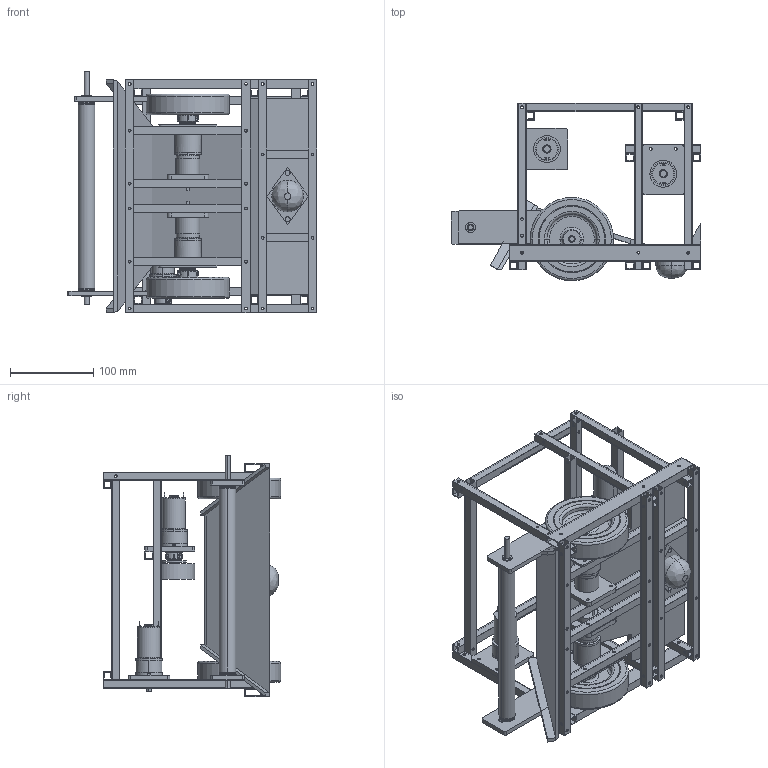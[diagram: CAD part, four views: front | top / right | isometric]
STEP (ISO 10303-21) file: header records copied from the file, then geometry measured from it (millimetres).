
FILE_DESCRIPTION((''),'2;1');
FILE_NAME('000ASM-ALL_ASM','2023-05-15T12:56:36',('kohos'),(''),'CREO PARAMETRIC BY PTC INC, 2017260','CREO PARAMETRIC BY PTC INC, 2017260','');
FILE_SCHEMA(('CONFIG_CONTROL_DESIGN'));
Length unit declared in the file: millimetre
Products named in the file (49): PRT-RECOVERY-FRAME-X; PRT-RECOVERY-FRAME-Y; ASM02-RECOVERY-BASE-FRAME_ASM; PRT-RECOVERY-MDF-X; BA0619; PRT-RECOVERY-AXIS-X; PRT-RECOVERY-AXIS-Y; GFM-0608-04; ASM01-AXIS_ASM; PRT-RECOVERY-MDF-Y; IG32_4; RS-380PH; SCSM6-8; 00ASM-RECOVERY-ALL_ASM; PRT1-BASE-FRAME-Z; PRT1-BASE-FRAME-X; PRT1-BASE-FRAME-Y; ASM03-WHEEL-BASE_ASM; RS-385PH; IG32_100; SCSM8-8; VPA100; PRT2-MOTER-PLATE; PRT2-MOTER-FRAME-X; PRT2-MOTER-FRAME-Y; ASM01-MOTER_ASM; PRT3-WHEELBASE-FRAME; PRT3-WHEELBASE-MDF; PRT3-WHEEL-TOP; PRT3-WHEEL-UNDER; ASM02-WHEEL_ASM; PRT2-MOTER-MDF; ASM00-WHEEL-ALL_ASM; PRT-FIRE-FRAME-X; PRT-FIRE-FRAME-Y; ASM01-FIRE_ASM; PRT-BASE-X; PRT-BASE-Y; PRT-RECOVERY-PURADANN-X; PRT-RECOVERY-PURADANN-Y ...
Assembly tree (70 placements, depth 4):
  000ASM-ALL_ASM
    00ASM-RECOVERY-ALL_ASM
      ASM02-RECOVERY-BASE-FRAME_ASM
        PRT-RECOVERY-FRAME-X
        PRT-RECOVERY-FRAME-Y
      ASM01-AXIS_ASM
        PRT-RECOVERY-MDF-X  x2
        BA0619  x2
        PRT-RECOVERY-AXIS-X
        PRT-RECOVERY-AXIS-Y
        GFM-0608-04  x2
      PRT-RECOVERY-MDF-Y
      IG32_4
      RS-380PH
      SCSM6-8
      BA0619
    ASM00-WHEEL-ALL_ASM
      ASM03-WHEEL-BASE_ASM
        PRT1-BASE-FRAME-Z  x2
        PRT1-BASE-FRAME-X  x2
        PRT1-BASE-FRAME-Y  x2
      ASM01-MOTER_ASM  x2
        RS-385PH
        IG32_100
        SCSM8-8
        VPA100
        PRT2-MOTER-PLATE
        PRT2-MOTER-FRAME-X
        PRT2-MOTER-FRAME-Y
        BA0619
      PRT3-WHEELBASE-FRAME  x2
      PRT3-WHEELBASE-MDF
      ASM02-WHEEL_ASM
        PRT3-WHEEL-TOP
        PRT3-WHEEL-UNDER
      PRT2-MOTER-MDF  x2
    ASM01-FIRE_ASM
      PRT-FIRE-FRAME-X  x2
      PRT-FIRE-FRAME-Y
    PRT-BASE-X  x2
    PRT-BASE-Y  x2
    ASM03-PURADANN_ASM
      PRT-RECOVERY-PURADANN-X
      PRT-RECOVERY-PURADANN-Y  x2
    PRT-FIRE-PLADANN-X
    PRT-FIRE-FRAME-Z
    ASM02-FIRE_ASM
      PRT-FIRE-FRAME-X  x2
      PRT-FIRE-FRAME-Y
    ASM-FIRE-MOTER_ASM
      PRT-RECOVERY-MDF-Y
      IG32_4
      RS-380PH
      BA0619
      SCSW6-8
      PRT-FIRE-WHEELNITUKERU-MDF
      PRT-WHEEL-SMALL-IN-BUSHITU
Bounding box: 300 x 213.5 x 290 mm (x, y, z)
Volume: 1223160.8 mm3; surface area: 797716.7 mm2
Topology: 80 solids, 80 shells, 3244 faces, 8042 edges, 4975 vertices
Faces by surface type: plane 1783, cylinder 1276, torus 144, cone 39, bspline 2
Entity records: 43618 total; most frequent: DIRECTION 7907, CARTESIAN_POINT 7642, ORIENTED_EDGE 6828, EDGE_CURVE 3414, AXIS2_PLACEMENT_3D 3020, VERTEX_POINT 2193, VECTOR 1867, LINE 1867
